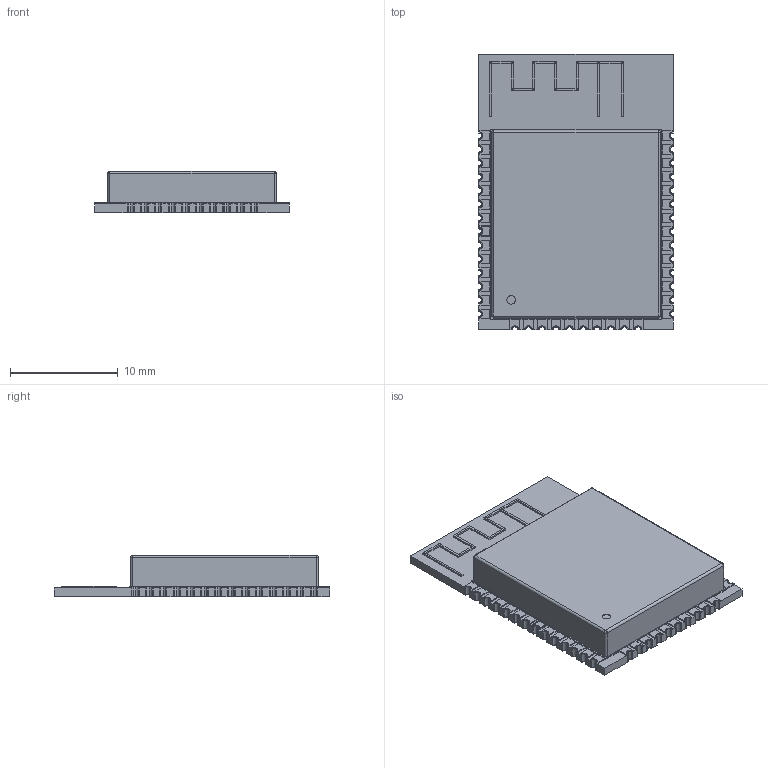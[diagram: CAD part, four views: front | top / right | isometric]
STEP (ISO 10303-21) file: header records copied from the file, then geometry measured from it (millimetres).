
FILE_DESCRIPTION(('FreeCAD Model'),'2;1');
FILE_NAME('ESP32-WROOM-32D.step','2018-07-11T20:24:03',('kicad StepUp'),('ksu MCAD' ),'Open CASCADE STEP processor 7.1','FreeCAD','Unknown');
FILE_SCHEMA(('AUTOMOTIVE_DESIGN { 1 0 10303 214 1 1 1 1 }'));
Length unit declared in the file: millimetre
Products named in the file (1): ESP32-WROOM-32D
Bounding box: 18 x 25.5 x 3.8 mm (x, y, z)
Volume: 1182.6 mm3; surface area: 1205.4 mm2
Topology: 1 solids, 1 shells, 748 faces, 1951 edges, 1204 vertices
Faces by surface type: plane 659, cylinder 85, sphere 4
Full cylindrical faces by diameter (mm): 0.8 x1
Entity records: 27686 total; most frequent: CARTESIAN_POINT 3900, ORIENTED_EDGE 3894, DIRECTION 3845, EDGE_CURVE 1947, LINE 1547, VECTOR 1547, VERTEX_POINT 1204, AXIS2_PLACEMENT_3D 1149
